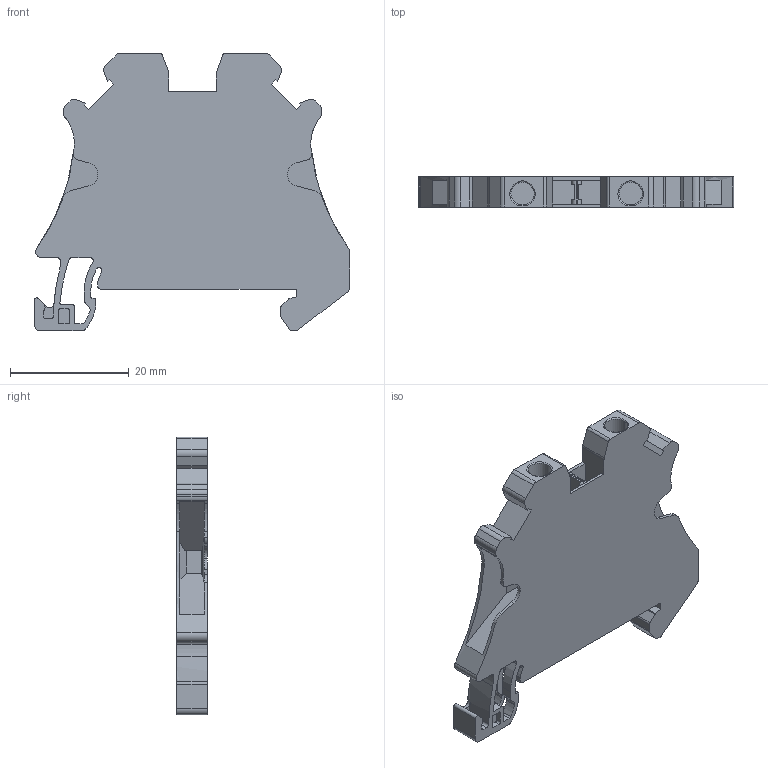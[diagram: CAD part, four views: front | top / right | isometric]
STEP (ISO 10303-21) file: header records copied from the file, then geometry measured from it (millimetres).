
FILE_DESCRIPTION( ('This file contains a STEP AP42 implementation' ,'as created by ZW3D STEP Interface translator.') ,'2;1' );
FILE_NAME( 'RUT2.5.stp' ,'23 322.132438', (''), ('ZWCAD Software Co.'), 'Version 1.0', 'ZW3D to STEP translator', '' );
FILE_SCHEMA(('AUTOMOTIVE_DESIGN { 1 0 10303 214 1 1 1 1 }'));
Length unit declared in the file: millimetre
Products named in the file (2): 0; RUT2.5-PE
Bounding box: 53.2 x 5.15 x 46.85 mm (x, y, z)
Volume: 7630.7 mm3; surface area: 5287.3 mm2
Topology: 1 solids, 1 shells, 246 faces, 725 edges, 483 vertices
Faces by surface type: plane 139, cylinder 105, torus 2
Entity records: 8565 total; most frequent: CARTESIAN_POINT 1519, ORIENTED_EDGE 1450, DIRECTION 1416, EDGE_CURVE 725, VECTOR 494, LINE 494, VERTEX_POINT 483, AXIS2_PLACEMENT_3D 461
